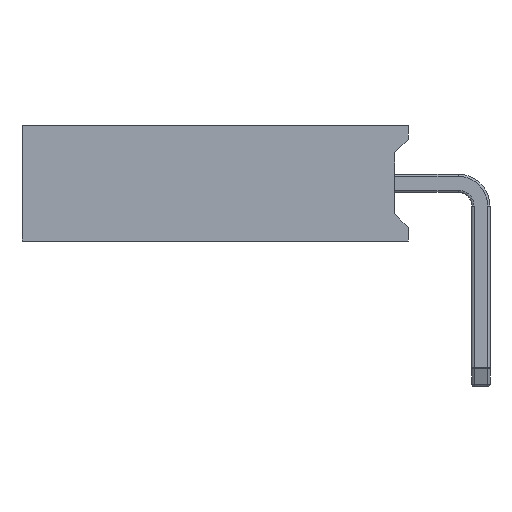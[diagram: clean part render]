
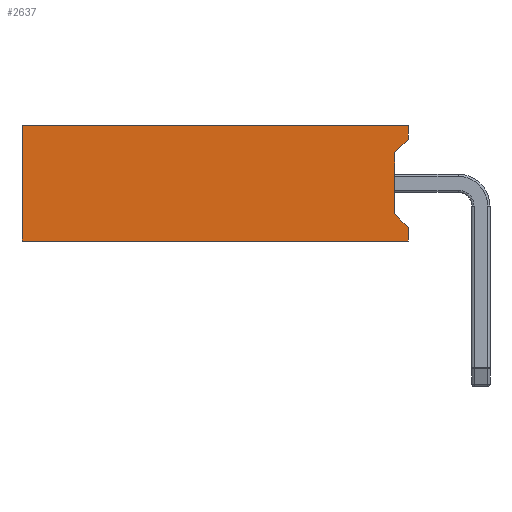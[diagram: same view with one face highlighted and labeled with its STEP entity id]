
A CAD part, left-side view. The second image highlights one B-rep face of the part: STEP entity #2637.
In plain terms, the highlighted planar face has unit normal (-1, 0, 0).
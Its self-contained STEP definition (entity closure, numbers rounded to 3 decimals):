
#130=PLANE('',#2875);
#205=FACE_OUTER_BOUND('',#368,.T.);
#368=EDGE_LOOP('',(#1737,#1738,#1739,#1740,#1741,#1742,#1743,#1744));
#535=LINE('',#4138,#733);
#539=LINE('',#4146,#737);
#545=LINE('',#4161,#743);
#556=LINE('',#4181,#754);
#557=LINE('',#4184,#755);
#560=LINE('',#4190,#758);
#561=LINE('',#4192,#759);
#562=LINE('',#4193,#760);
#733=VECTOR('',#3264,10.);
#737=VECTOR('',#3270,10.);
#743=VECTOR('',#3282,10.);
#754=VECTOR('',#3299,10.);
#755=VECTOR('',#3302,10.);
#758=VECTOR('',#3307,10.);
#759=VECTOR('',#3308,10.);
#760=VECTOR('',#3309,10.);
#1087=VERTEX_POINT('',#4136);
#1088=VERTEX_POINT('',#4137);
#1091=VERTEX_POINT('',#4145);
#1097=VERTEX_POINT('',#4160);
#1103=VERTEX_POINT('',#4179);
#1104=VERTEX_POINT('',#4183);
#1106=VERTEX_POINT('',#4189);
#1107=VERTEX_POINT('',#4191);
#1311=EDGE_CURVE('',#1087,#1088,#535,.T.);
#1315=EDGE_CURVE('',#1091,#1088,#539,.T.);
#1323=EDGE_CURVE('',#1091,#1097,#545,.T.);
#1334=EDGE_CURVE('',#1087,#1103,#556,.T.);
#1335=EDGE_CURVE('',#1104,#1097,#557,.T.);
#1338=EDGE_CURVE('',#1103,#1106,#560,.T.);
#1339=EDGE_CURVE('',#1107,#1106,#561,.T.);
#1340=EDGE_CURVE('',#1104,#1107,#562,.T.);
#1737=ORIENTED_EDGE('',*,*,#1315,.T.);
#1738=ORIENTED_EDGE('',*,*,#1311,.F.);
#1739=ORIENTED_EDGE('',*,*,#1334,.T.);
#1740=ORIENTED_EDGE('',*,*,#1338,.T.);
#1741=ORIENTED_EDGE('',*,*,#1339,.F.);
#1742=ORIENTED_EDGE('',*,*,#1340,.F.);
#1743=ORIENTED_EDGE('',*,*,#1335,.T.);
#1744=ORIENTED_EDGE('',*,*,#1323,.F.);
#2637=ADVANCED_FACE('',(#205),#130,.T.);
#2875=AXIS2_PLACEMENT_3D('',#4188,#3305,#3306);
#3264=DIRECTION('',(0.,0.707,-0.707));
#3270=DIRECTION('',(0.,0.,1.));
#3282=DIRECTION('',(0.,-0.707,-0.707));
#3299=DIRECTION('',(0.,0.,1.));
#3302=DIRECTION('',(0.,0.,1.));
#3305=DIRECTION('center_axis',(-1.,0.,0.));
#3306=DIRECTION('ref_axis',(0.,0.,
1.));
#3307=DIRECTION('',(0.,1.,0.));
#3308=DIRECTION('',(0.,0.,1.));
#3309=DIRECTION('',(0.,1.,0.));
#4136=CARTESIAN_POINT('',(-1.27,1.6,2.24));
#4137=CARTESIAN_POINT('',(-1.27,1.9,1.94));
#4138=CARTESIAN_POINT('',(-1.27,2.235,1.605));
#4145=CARTESIAN_POINT('',(-1.27,1.9,0.6));
#4146=CARTESIAN_POINT('',(-1.27,1.9,0.635));
#4160=CARTESIAN_POINT('',(-1.27,1.6,0.3));
#4161=CARTESIAN_POINT('',(-1.27,1.6,0.3));
#4179=CARTESIAN_POINT('',(-1.27,1.6,2.54));
#4181=CARTESIAN_POINT('',(-1.27,1.6,0.));
#4183=CARTESIAN_POINT('',(-1.27,1.6,0.));
#4184=CARTESIAN_POINT('',(-1.27,1.6,0.));
#4188=CARTESIAN_POINT('Origin',(-1.27,1.6,0.));
#4189=CARTESIAN_POINT('',(-1.27,10.1,2.54));
#4190=CARTESIAN_POINT('',(-1.27,1.6,2.54));
#4191=CARTESIAN_POINT('',(-1.27,10.1,0.));
#4192=CARTESIAN_POINT('',(-1.27,10.1,0.));
#4193=CARTESIAN_POINT('',(-1.27,1.6,0.));
